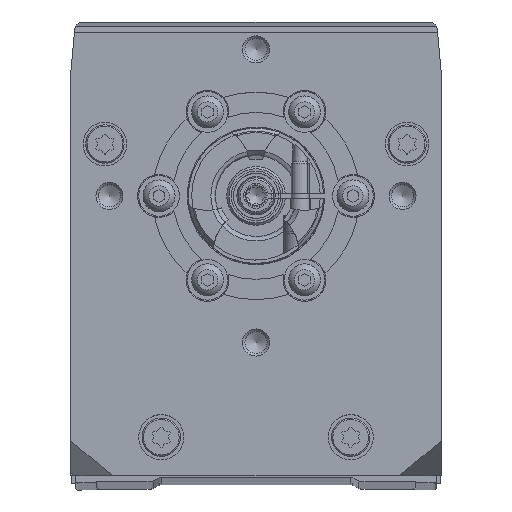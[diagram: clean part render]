
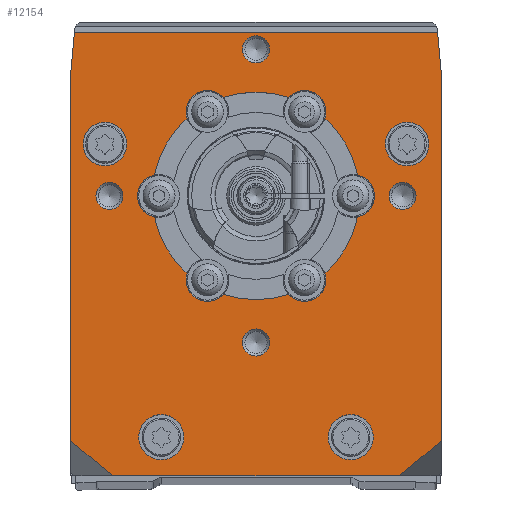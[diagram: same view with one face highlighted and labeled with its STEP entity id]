
A CAD part, top view. The second image highlights one B-rep face of the part: STEP entity #12154.
In plain terms, the highlighted planar face has unit normal (0, 0, 1).
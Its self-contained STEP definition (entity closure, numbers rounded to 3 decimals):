
#325=PLANE('',#13902);
#717=LINE('',#19555,#1720);
#718=LINE('',#19558,#1721);
#719=LINE('',#19560,#1722);
#720=LINE('',#19562,#1723);
#721=LINE('',#19564,#1724);
#722=LINE('',#19566,#1725);
#723=LINE('',#19568,#1726);
#724=LINE('',#19570,#1727);
#1720=VECTOR('',#15548,1000.);
#1721=VECTOR('',#15549,1000.);
#1722=VECTOR('',#15550,1000.);
#1723=VECTOR('',#15551,1000.);
#1724=VECTOR('',#15552,1000.);
#1725=VECTOR('',#15553,1000.);
#1726=VECTOR('',#15554,1000.);
#1727=VECTOR('',#15555,1000.);
#2856=ORIENTED_EDGE('',*,*,#6395,.F.);
#2857=ORIENTED_EDGE('',*,*,#6235,.T.);
#2858=ORIENTED_EDGE('',*,*,#6396,.F.);
#2859=ORIENTED_EDGE('',*,*,#6233,.T.);
#2860=ORIENTED_EDGE('',*,*,#6397,.F.);
#2861=ORIENTED_EDGE('',*,*,#6253,.T.);
#2862=ORIENTED_EDGE('',*,*,#6398,.F.);
#2863=ORIENTED_EDGE('',*,*,#6249,.T.);
#2864=ORIENTED_EDGE('',*,*,#6399,.F.);
#2865=ORIENTED_EDGE('',*,*,#6245,.T.);
#2866=ORIENTED_EDGE('',*,*,#6400,.F.);
#2867=ORIENTED_EDGE('',*,*,#6241,.T.);
#2868=ORIENTED_EDGE('',*,*,#6401,.T.);
#2869=ORIENTED_EDGE('',*,*,#6402,.T.);
#2870=ORIENTED_EDGE('',*,*,#6403,.T.);
#2871=ORIENTED_EDGE('',*,*,#6404,.T.);
#2872=ORIENTED_EDGE('',*,*,#6405,.F.);
#2873=ORIENTED_EDGE('',*,*,#6406,.F.);
#2874=ORIENTED_EDGE('',*,*,#6407,.F.);
#2875=ORIENTED_EDGE('',*,*,#6408,.F.);
#2876=ORIENTED_EDGE('',*,*,#6409,.F.);
#2877=ORIENTED_EDGE('',*,*,#6410,.F.);
#2878=ORIENTED_EDGE('',*,*,#6411,.F.);
#2879=ORIENTED_EDGE('',*,*,#6412,.F.);
#2880=ORIENTED_EDGE('',*,*,#6413,.F.);
#2881=ORIENTED_EDGE('',*,*,#6414,.T.);
#2882=ORIENTED_EDGE('',*,*,#6415,.F.);
#2883=ORIENTED_EDGE('',*,*,#6416,.T.);
#6233=EDGE_CURVE('',#8013,#8012,#9256,.T.);
#6235=EDGE_CURVE('',#8014,#8015,#9257,.T.);
#6241=EDGE_CURVE('',#8021,#8020,#9260,.T.);
#6245=EDGE_CURVE('',#8025,#8024,#9262,.T.);
#6249=EDGE_CURVE('',#8029,#8028,#9264,.T.);
#6253=EDGE_CURVE('',#8033,#8032,#9266,.T.);
#6395=EDGE_CURVE('',#8014,#8020,#9342,.F.);
#6396=EDGE_CURVE('',#8013,#8015,#9343,.F.);
#6397=EDGE_CURVE('',#8033,#8012,#9344,.F.);
#6398=EDGE_CURVE('',#8029,#8032,#9345,.F.);
#6399=EDGE_CURVE('',#8025,#8028,#9346,.F.);
#6400=EDGE_CURVE('',#8021,#8024,#9347,.F.);
#6401=EDGE_CURVE('',#8155,#8155,#9348,.T.);
#6402=EDGE_CURVE('',#8156,#8156,#9349,.T.);
#6403=EDGE_CURVE('',#8157,#8157,#9350,.T.);
#6404=EDGE_CURVE('',#8158,#8158,#9351,.T.);
#6405=EDGE_CURVE('',#8159,#8159,#9352,.T.);
#6406=EDGE_CURVE('',#8160,#8160,#9353,.T.);
#6407=EDGE_CURVE('',#8161,#8161,#9354,.T.);
#6408=EDGE_CURVE('',#8162,#8162,#9355,.T.);
#6409=EDGE_CURVE('',#8163,#8164,#717,.T.);
#6410=EDGE_CURVE('',#8165,#8163,#718,.T.);
#6411=EDGE_CURVE('',#8166,#8165,#719,.T.);
#6412=EDGE_CURVE('',#8167,#8166,#720,.T.);
#6413=EDGE_CURVE('',#8168,#8167,#721,.T.);
#6414=EDGE_CURVE('',#8168,#8169,#722,.T.);
#6415=EDGE_CURVE('',#8170,#8169,#723,.T.);
#6416=EDGE_CURVE('',#8170,#8164,#724,.T.);
#8012=VERTEX_POINT('',#19105);
#8013=VERTEX_POINT('',#19107);
#8014=VERTEX_POINT('',#19111);
#8015=VERTEX_POINT('',#19112);
#8020=VERTEX_POINT('',#19123);
#8021=VERTEX_POINT('',#19125);
#8024=VERTEX_POINT('',#19132);
#8025=VERTEX_POINT('',#19134);
#8028=VERTEX_POINT('',#19141);
#8029=VERTEX_POINT('',#19143);
#8032=VERTEX_POINT('',#19150);
#8033=VERTEX_POINT('',#19152);
#8155=VERTEX_POINT('',#19540);
#8156=VERTEX_POINT('',#19542);
#8157=VERTEX_POINT('',#19544);
#8158=VERTEX_POINT('',#19546);
#8159=VERTEX_POINT('',#19548);
#8160=VERTEX_POINT('',#19550);
#8161=VERTEX_POINT('',#19552);
#8162=VERTEX_POINT('',#19554);
#8163=VERTEX_POINT('',#19556);
#8164=VERTEX_POINT('',#19557);
#8165=VERTEX_POINT('',#19559);
#8166=VERTEX_POINT('',#19561);
#8167=VERTEX_POINT('',#19563);
#8168=VERTEX_POINT('',#19565);
#8169=VERTEX_POINT('',#19567);
#8170=VERTEX_POINT('',#19569);
#9256=CIRCLE('',#13779,23.);
#9257=CIRCLE('',#13781,23.);
#9260=CIRCLE('',#13785,23.);
#9262=CIRCLE('',#13788,23.);
#9264=CIRCLE('',#13791,23.);
#9266=CIRCLE('',#13794,23.);
#9342=CIRCLE('',#13903,4.75);
#9343=CIRCLE('',#13904,4.75);
#9344=CIRCLE('',#13905,4.75);
#9345=CIRCLE('',#13906,4.75);
#9346=CIRCLE('',#13907,4.75);
#9347=CIRCLE('',#13908,4.75);
#9348=CIRCLE('',#13909,3.);
#9349=CIRCLE('',#13910,3.);
#9350=CIRCLE('',#13911,3.);
#9351=CIRCLE('',#13912,3.);
#9352=CIRCLE('',#13913,4.85);
#9353=CIRCLE('',#13914,4.85);
#9354=CIRCLE('',#13915,5.);
#9355=CIRCLE('',#13916,5.);
#9947=EDGE_LOOP('',(#2856,#2857,#2858,#2859,#2860,#2861,#2862,#2863,#2864,
#2865,#2866,#2867));
#9948=EDGE_LOOP('',(#2868));
#9949=EDGE_LOOP('',(#2869));
#9950=EDGE_LOOP('',(#2870));
#9951=EDGE_LOOP('',(#2871));
#9952=EDGE_LOOP('',(#2872));
#9953=EDGE_LOOP('',(#2873));
#9954=EDGE_LOOP('',(#2874));
#9955=EDGE_LOOP('',(#2875));
#9956=EDGE_LOOP('',(#2876,#2877,#2878,#2879,#2880,#2881,#2882,#2883));
#10901=FACE_BOUND('',#9947,.T.);
#10902=FACE_BOUND('',#9948,.T.);
#10903=FACE_BOUND('',#9949,.T.);
#10904=FACE_BOUND('',#9950,.T.);
#10905=FACE_BOUND('',#9951,.T.);
#10906=FACE_BOUND('',#9952,.T.);
#10907=FACE_BOUND('',#9953,.T.);
#10908=FACE_BOUND('',#9954,.T.);
#10909=FACE_BOUND('',#9955,.T.);
#10910=FACE_BOUND('',#9956,.T.);
#12154=ADVANCED_FACE('',(#10901,#10902,#10903,#10904,#10905,#10906,#10907,
#10908,#10909,#10910),#325,.F.);
#13779=AXIS2_PLACEMENT_3D('',#19106,#15223,#15224);
#13781=AXIS2_PLACEMENT_3D('',#19110,#15228,#15229);
#13785=AXIS2_PLACEMENT_3D('',#19124,#15239,#15240);
#13788=AXIS2_PLACEMENT_3D('',#19133,#15247,#15248);
#13791=AXIS2_PLACEMENT_3D('',#19142,#15255,#15256);
#13794=AXIS2_PLACEMENT_3D('',#19151,#15263,#15264);
#13902=AXIS2_PLACEMENT_3D('',#19532,#15518,#15519);
#13903=AXIS2_PLACEMENT_3D('',#19533,#15520,#15521);
#13904=AXIS2_PLACEMENT_3D('',#19534,#15522,#15523);
#13905=AXIS2_PLACEMENT_3D('',#19535,#15524,#15525);
#13906=AXIS2_PLACEMENT_3D('',#19536,#15526,#15527);
#13907=AXIS2_PLACEMENT_3D('',#19537,#15528,#15529);
#13908=AXIS2_PLACEMENT_3D('',#19538,#15530,#15531);
#13909=AXIS2_PLACEMENT_3D('',#19539,#15532,#15533);
#13910=AXIS2_PLACEMENT_3D('',#19541,#15534,#15535);
#13911=AXIS2_PLACEMENT_3D('',#19543,#15536,#15537);
#13912=AXIS2_PLACEMENT_3D('',#19545,#15538,#15539);
#13913=AXIS2_PLACEMENT_3D('',#19547,#15540,#15541);
#13914=AXIS2_PLACEMENT_3D('',#19549,#15542,#15543);
#13915=AXIS2_PLACEMENT_3D('',#19551,#15544,#15545);
#13916=AXIS2_PLACEMENT_3D('',#19553,#15546,#15547);
#15223=DIRECTION('',(0.,0.,-1.));
#15224=DIRECTION('',(-1.,0.,0.));
#15228=DIRECTION('',(0.,0.,-1.));
#15229=DIRECTION('',(-1.,0.,0.));
#15239=DIRECTION('',(0.,0.,-1.));
#15240=DIRECTION('',(-1.,0.,0.));
#15247=DIRECTION('',(0.,0.,-1.));
#15248=DIRECTION('',(-1.,0.,0.));
#15255=DIRECTION('',(0.,0.,-1.));
#15256=DIRECTION('',(-1.,0.,0.));
#15263=DIRECTION('',(0.,0.,-1.));
#15264=DIRECTION('',(-1.,0.,0.));
#15518=DIRECTION('',(0.,0.,-1.));
#15519=DIRECTION('',(-1.,0.,0.));
#15520=DIRECTION('',(0.,0.,-1.));
#15521=DIRECTION('',(-1.,0.,0.));
#15522=DIRECTION('',(0.,0.,-1.));
#15523=DIRECTION('',(-1.,0.,0.));
#15524=DIRECTION('',(0.,0.,-1.));
#15525=DIRECTION('',(-1.,0.,0.));
#15526=DIRECTION('',(0.,0.,-1.));
#15527=DIRECTION('',(-1.,0.,0.));
#15528=DIRECTION('',(0.,0.,-1.));
#15529=DIRECTION('',(-1.,0.,0.));
#15530=DIRECTION('',(0.,0.,-1.));
#15531=DIRECTION('',(-1.,0.,0.));
#15532=DIRECTION('',(0.,0.,-1.));
#15533=DIRECTION('',(-1.,0.,0.));
#15534=DIRECTION('',(0.,0.,-1.));
#15535=DIRECTION('',(-1.,0.,0.));
#15536=DIRECTION('',(0.,0.,-1.));
#15537=DIRECTION('',(-1.,0.,0.));
#15538=DIRECTION('',(0.,0.,-1.));
#15539=DIRECTION('',(-1.,0.,0.));
#15540=DIRECTION('',(0.,0.,1.));
#15541=DIRECTION('',(1.,0.,0.));
#15542=DIRECTION('',(0.,0.,1.));
#15543=DIRECTION('',(1.,0.,0.));
#15544=DIRECTION('',(0.,0.,1.));
#15545=DIRECTION('',(1.,0.,0.));
#15546=DIRECTION('',(0.,0.,1.));
#15547=DIRECTION('',(1.,0.,0.));
#15548=DIRECTION('',(-0.771,0.637,0.));
#15549=DIRECTION('',(-1.,0.,0.));
#15550=DIRECTION('',(-0.771,-0.637,0.));
#15551=DIRECTION('',(0.,-1.,0.));
#15552=DIRECTION('',(0.087,-0.996,0.));
#15553=DIRECTION('',(-1.,0.,0.));
#15554=DIRECTION('',(0.087,0.996,0.));
#15555=DIRECTION('',(0.,-1.,0.));
#19105=CARTESIAN_POINT('',(-15.28,80.691,28.));
#19106=CARTESIAN_POINT('',(0.,63.5,28.));
#19107=CARTESIAN_POINT('',(-22.528,68.138,28.));
#19110=CARTESIAN_POINT('',(0.,63.5,28.));
#19111=CARTESIAN_POINT('',(-15.28,46.309,28.));
#19112=CARTESIAN_POINT('',(-22.528,58.862,28.));
#19123=CARTESIAN_POINT('',(-7.248,41.672,28.));
#19124=CARTESIAN_POINT('',(0.,63.5,28.));
#19125=CARTESIAN_POINT('',(7.248,41.672,28.));
#19132=CARTESIAN_POINT('',(15.28,46.309,28.));
#19133=CARTESIAN_POINT('',(0.,63.5,28.));
#19134=CARTESIAN_POINT('',(22.528,58.862,28.));
#19141=CARTESIAN_POINT('',(22.528,68.138,28.));
#19142=CARTESIAN_POINT('',(0.,63.5,28.));
#19143=CARTESIAN_POINT('',(15.28,80.691,28.));
#19150=CARTESIAN_POINT('',(7.248,85.328,28.));
#19151=CARTESIAN_POINT('',(0.,63.5,28.));
#19152=CARTESIAN_POINT('',(-7.248,85.328,28.));
#19532=CARTESIAN_POINT('',(41.1,100.927,28.));
#19533=CARTESIAN_POINT('',(-10.75,44.88,28.));
#19534=CARTESIAN_POINT('',(-21.5,63.5,28.));
#19535=CARTESIAN_POINT('',(-10.75,82.12,28.));
#19536=CARTESIAN_POINT('',(10.75,82.12,28.));
#19537=CARTESIAN_POINT('',(21.5,63.5,28.));
#19538=CARTESIAN_POINT('',(10.75,44.88,28.));
#19539=CARTESIAN_POINT('',(-32.5,63.5,28.));
#19540=CARTESIAN_POINT('',(-35.5,63.5,28.));
#19541=CARTESIAN_POINT('',(0.,31.,28.));
#19542=CARTESIAN_POINT('',(-3.,31.,28.));
#19543=CARTESIAN_POINT('',(32.5,63.5,28.));
#19544=CARTESIAN_POINT('',(29.5,63.5,28.));
#19545=CARTESIAN_POINT('',(0.,96.,28.));
#19546=CARTESIAN_POINT('',(-3.,96.,28.));
#19547=CARTESIAN_POINT('',(-33.5,75.,28.));
#19548=CARTESIAN_POINT('',(-28.65,75.,28.));
#19549=CARTESIAN_POINT('',(33.5,75.,28.));
#19550=CARTESIAN_POINT('',(38.35,75.,28.));
#19551=CARTESIAN_POINT('',(-21.,10.,28.));
#19552=CARTESIAN_POINT('',(-16.,10.,28.));
#19553=CARTESIAN_POINT('',(21.,10.,28.));
#19554=CARTESIAN_POINT('',(26.,10.,28.));
#19555=CARTESIAN_POINT('',(-37.319,6.056,28.));
#19556=CARTESIAN_POINT('',(-31.807,1.5,28.));
#19557=CARTESIAN_POINT('',(-41.1,9.181,28.));
#19558=CARTESIAN_POINT('',(41.1,1.5,28.));
#19559=CARTESIAN_POINT('',(31.807,1.5,28.));
#19560=CARTESIAN_POINT('',(86.153,46.422,28.));
#19561=CARTESIAN_POINT('',(41.1,9.181,28.));
#19562=CARTESIAN_POINT('',(41.1,100.927,28.));
#19563=CARTESIAN_POINT('',(41.1,90.303,28.));
#19564=CARTESIAN_POINT('',(40.223,100.324,28.));
#19565=CARTESIAN_POINT('',(40.277,99.712,28.));
#19566=CARTESIAN_POINT('',(41.1,99.712,28.));
#19567=CARTESIAN_POINT('',(-40.277,99.712,28.));
#19568=CARTESIAN_POINT('',(-41.807,82.226,28.));
#19569=CARTESIAN_POINT('',(-41.1,90.303,28.));
#19570=CARTESIAN_POINT('',(-41.1,100.927,28.));
